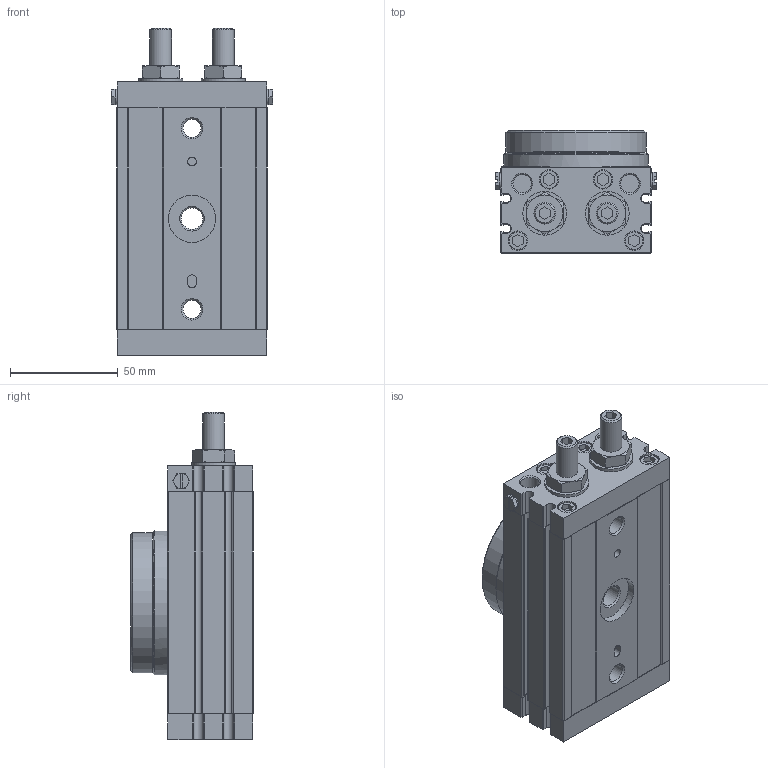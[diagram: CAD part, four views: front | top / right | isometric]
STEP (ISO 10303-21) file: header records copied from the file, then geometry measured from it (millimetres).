
FILE_DESCRIPTION(/* description */ ('STEP AP203'),/* implementation_level */ '2;1');
FILE_NAME(/* name */ 'EMQ30-S-A()',/* time_stamp */ '2024-05-09T16:45:32+02:00',/* author */ ('License CC BY-ND 4.0'),/* organization */ ('CADENAS'),/* preprocessor_version */ 'ST-DEVELOPER v19.3',/* originating_system */ 'PARTsolutions',/* authorisation */ ' ');
FILE_SCHEMA (('CONFIG_CONTROL_DESIGN'));
Length unit declared in the file: millimetre
Products named in the file (3): EMQ30-S-A(); EMQ30-S-A()_body; EMQ30-S-A()_rod
Assembly tree (2 placements, depth 2):
  EMQ30-S-A()
    EMQ30-S-A()_body
    EMQ30-S-A()_rod
Bounding box: 75 x 57 x 151.8 mm (x, y, z)
Volume: 378506 mm3; surface area: 59618.2 mm2
Topology: 2 solids, 2 shells, 398 faces, 940 edges, 586 vertices
Faces by surface type: plane 234, cone 87, cylinder 69, torus 8
Full cylindrical faces by diameter (mm): 4 x1, 4.917 x12, 7 x2, 8.376 x2, 8.5 x4, 8.566 x2, 8.6 x2, 9 x4, 10 x4, 14 x2, 20.3 x2, 22 x1, 32.5 x1, 40 x2, 65 x1, 67 x1
Entity records: 11035 total; most frequent: CARTESIAN_POINT 2147, DIRECTION 1786, ORIENTED_EDGE 1700, EDGE_CURVE 850, AXIS2_PLACEMENT_3D 639, VERTEX_POINT 584, EDGE_LOOP 550, FACE_BOUND 550
